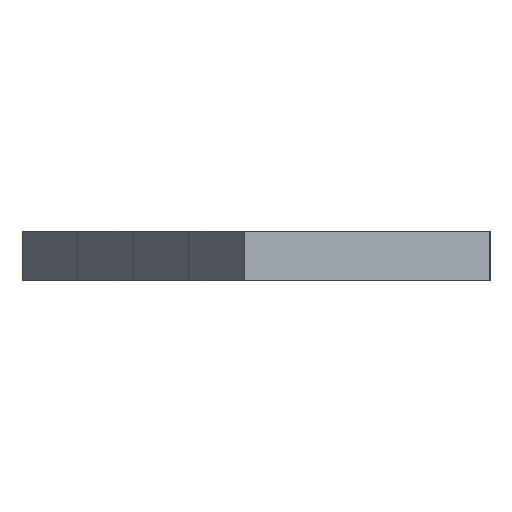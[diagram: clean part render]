
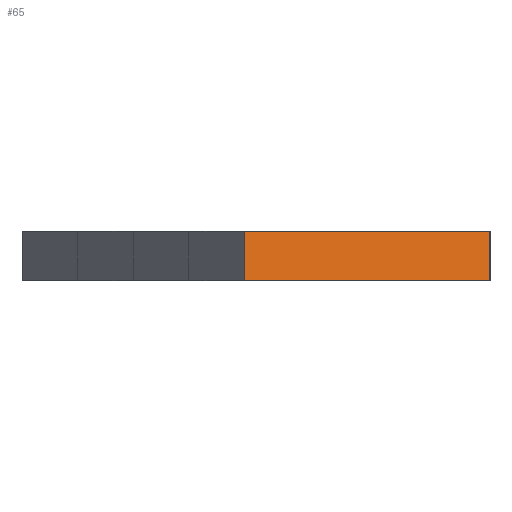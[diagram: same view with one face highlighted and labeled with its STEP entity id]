
A CAD part, left-side view. The second image highlights one B-rep face of the part: STEP entity #65.
In plain terms, the highlighted planar face has unit normal (-0.966, -0.259, 0).
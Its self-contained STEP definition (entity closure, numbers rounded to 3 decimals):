
#65=ADVANCED_FACE('',(#2148),#2150,.F.);
#2148=FACE_BOUND('',#2149,.T.);
#2149=EDGE_LOOP('',(#10890,#10891,#10892,#10893));
#2150=PLANE('',#2151);
#2151=AXIS2_PLACEMENT_3D('',#2152,#2153,#2154);
#2152=CARTESIAN_POINT('',(115.94,173.01,-15.));
#2153=DIRECTION('',(0.966,0.259,0.));
#2154=DIRECTION('',(0.,0.,1.));
#10890=ORIENTED_EDGE('',*,*,#15884,.F.);
#10891=ORIENTED_EDGE('',*,*,#14986,.T.);
#10892=ORIENTED_EDGE('',*,*,#15001,.F.);
#10893=ORIENTED_EDGE('',*,*,#16775,.F.);
#14986=EDGE_CURVE('',#17938,#17943,#17945,.F.);
#15001=EDGE_CURVE('',#17971,#17943,#17973,.T.);
#15884=EDGE_CURVE('',#17938,#19736,#19737,.T.);
#16775=EDGE_CURVE('',#19736,#17971,#21514,.T.);
#17938=VERTEX_POINT('',#22862);
#17943=VERTEX_POINT('',#22871);
#17945=LINE('',#22875,#22876);
#17971=VERTEX_POINT('',#22933);
#17973=LINE('',#22937,#22938);
#19736=VERTEX_POINT('',#26466);
#19737=LINE('',#26467,#26468);
#21514=LINE('',#30026,#30027);
#22862=CARTESIAN_POINT('',(129.338,123.,-15.));
#22871=CARTESIAN_POINT('',(129.338,123.,-5.));
#22875=CARTESIAN_POINT('',(129.338,123.,-5.));
#22876=VECTOR('',#22877,1.);
#22877=DIRECTION('',(0.,0.,-1.));
#22933=CARTESIAN_POINT('',(115.94,173.01,-5.));
#22937=CARTESIAN_POINT('',(115.94,173.01,-5.));
#22938=VECTOR('',#22939,1.);
#22939=DIRECTION('',(0.259,-0.966,0.));
#26466=CARTESIAN_POINT('',(115.94,173.01,-15.));
#26467=CARTESIAN_POINT('',(129.338,123.,-15.));
#26468=VECTOR('',#26469,1.);
#26469=DIRECTION('',(-0.259,0.966,0.));
#30026=CARTESIAN_POINT('',(115.94,173.01,-15.));
#30027=VECTOR('',#30028,1.);
#30028=DIRECTION('',(0.,0.,1.));
